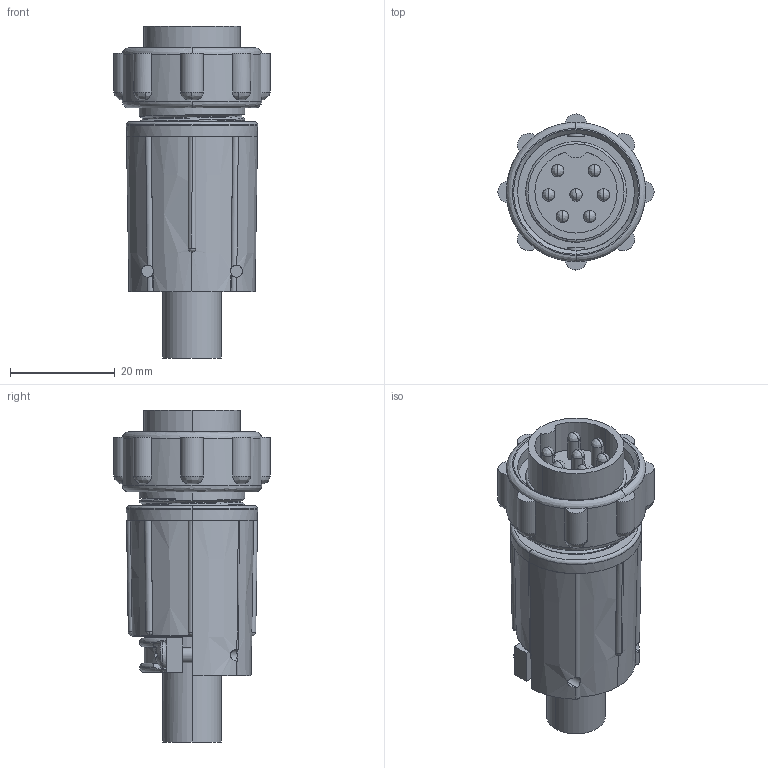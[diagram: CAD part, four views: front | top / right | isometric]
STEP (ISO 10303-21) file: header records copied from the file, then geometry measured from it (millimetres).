
FILE_DESCRIPTION (( 'STEP AP203' ), '1' );
FILE_NAME ('13180-7PG-326.STEP', '2014-08-19T15:49:15', ( '' ), ( '' ), 'SwSTEP 2.0', 'SolidWorks 2014', '' );
FILE_SCHEMA (( 'CONFIG_CONTROL_DESIGN' ));
Length unit declared in the file: inch
Products named in the file (1): 13180-7PG-326
Bounding box: 29.84 x 29.84 x 63.5 mm (x, y, z)
Volume: 21395.7 mm3; surface area: 8315.6 mm2
Topology: 1 solids, 1 shells, 254 faces, 668 edges, 417 vertices
Faces by surface type: plane 105, cylinder 78, bspline 61, cone 10
Entity records: 9888 total; most frequent: CARTESIAN_POINT 4119, ORIENTED_EDGE 1300, DIRECTION 1077, EDGE_CURVE 650, AXIS2_PLACEMENT_3D 433, VERTEX_POINT 417, EDGE_LOOP 277, ADVANCED_FACE 254
